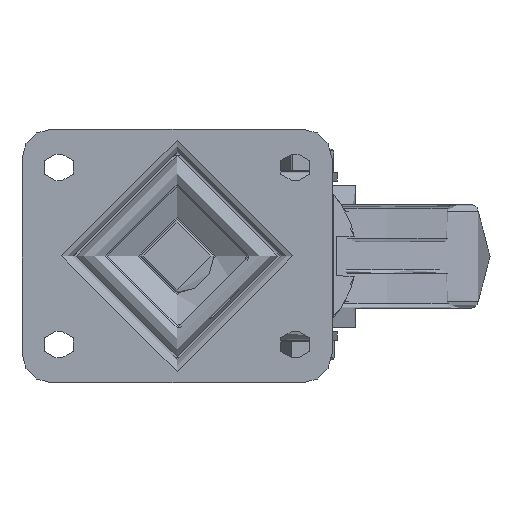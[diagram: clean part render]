
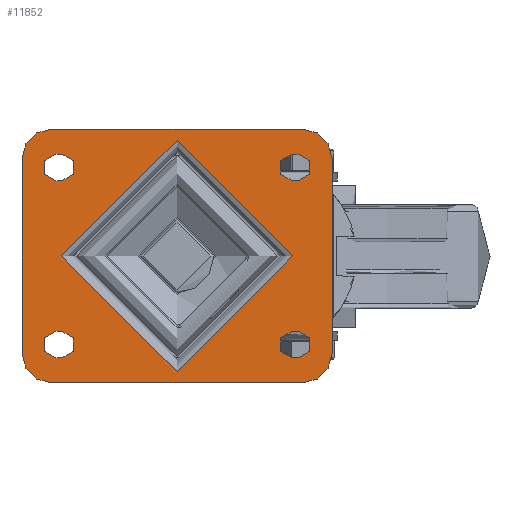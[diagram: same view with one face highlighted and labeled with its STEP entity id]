
A CAD part, top view. The second image highlights one B-rep face of the part: STEP entity #11852.
In plain terms, the highlighted planar face has unit normal (0, 0, 1).
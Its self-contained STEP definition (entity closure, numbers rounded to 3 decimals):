
#395=FACE_BOUND('',#4202,.T.);
#396=FACE_BOUND('',#4203,.T.);
#397=FACE_BOUND('',#4204,.T.);
#398=FACE_BOUND('',#4205,.T.);
#399=FACE_BOUND('',#4206,.T.);
#565=PLANE('',#12873);
#1446=LINE('',#18042,#2428);
#1447=LINE('',#18043,#2429);
#1448=LINE('',#18044,#2430);
#1449=LINE('',#18045,#2431);
#1450=LINE('',#18046,#2432);
#1451=LINE('',#18047,#2433);
#1452=LINE('',#18048,#2434);
#1453=LINE('',#18049,#2435);
#1454=LINE('',#18050,#2436);
#1455=LINE('',#18051,#2437);
#1456=LINE('',#18052,#2438);
#1457=LINE('',#18053,#2439);
#2428=VECTOR('',#14523,1000.);
#2429=VECTOR('',#14524,1000.);
#2430=VECTOR('',#14525,1000.);
#2431=VECTOR('',#14526,1000.);
#2432=VECTOR('',#14527,1000.);
#2433=VECTOR('',#14528,1000.);
#2434=VECTOR('',#14529,1000.);
#2435=VECTOR('',#14530,1000.);
#2436=VECTOR('',#14531,1000.);
#2437=VECTOR('',#14532,1000.);
#2438=VECTOR('',#14533,1000.);
#2439=VECTOR('',#14534,1000.);
#3500=FACE_OUTER_BOUND('',#4201,.T.);
#4201=EDGE_LOOP('',(#8915,#8916,#8917,#8918,#8919,#8920,#8921,#8922));
#4202=EDGE_LOOP('',(#8923));
#4203=EDGE_LOOP('',(#8924,#8925,#8926,#8927));
#4204=EDGE_LOOP('',(#8928,#8929,#8930,#8931));
#4205=EDGE_LOOP('',(#8932,#8933,#8934,#8935));
#4206=EDGE_LOOP('',(#8936,#8937,#8938,#8939));
#4802=CIRCLE('',#12542,4.5);
#4804=CIRCLE('',#12545,4.5);
#4806=CIRCLE('',#12548,4.5);
#4808=CIRCLE('',#12551,4.5);
#4810=CIRCLE('',#12554,4.5);
#4812=CIRCLE('',#12557,4.5);
#4814=CIRCLE('',#12560,4.5);
#4816=CIRCLE('',#12563,4.5);
#4817=CIRCLE('',#12565,10.);
#4819=CIRCLE('',#12568,10.);
#4821=CIRCLE('',#12571,10.);
#4823=CIRCLE('',#12574,10.);
#4833=CIRCLE('',#12588,39.);
#5203=VERTEX_POINT('',#16828);
#5204=VERTEX_POINT('',#16830);
#5207=VERTEX_POINT('',#16837);
#5208=VERTEX_POINT('',#16839);
#5211=VERTEX_POINT('',#16846);
#5212=VERTEX_POINT('',#16848);
#5215=VERTEX_POINT('',#16855);
#5216=VERTEX_POINT('',#16857);
#5219=VERTEX_POINT('',#16864);
#5220=VERTEX_POINT('',#16866);
#5223=VERTEX_POINT('',#16873);
#5224=VERTEX_POINT('',#16875);
#5227=VERTEX_POINT('',#16882);
#5228=VERTEX_POINT('',#16884);
#5231=VERTEX_POINT('',#16891);
#5232=VERTEX_POINT('',#16893);
#5233=VERTEX_POINT('',#16897);
#5234=VERTEX_POINT('',#16898);
#5237=VERTEX_POINT('',#16906);
#5238=VERTEX_POINT('',#16907);
#5241=VERTEX_POINT('',#16915);
#5242=VERTEX_POINT('',#16916);
#5245=VERTEX_POINT('',#16924);
#5246=VERTEX_POINT('',#16925);
#5255=VERTEX_POINT('',#16951);
#6339=EDGE_CURVE('',#5204,#5203,#4802,.T.);
#6343=EDGE_CURVE('',#5208,#5207,#4804,.T.);
#6347=EDGE_CURVE('',#5212,#5211,#4806,.T.);
#6351=EDGE_CURVE('',#5216,#5215,#4808,.T.);
#6355=EDGE_CURVE('',#5220,#5219,#4810,.T.);
#6359=EDGE_CURVE('',#5224,#5223,#4812,.T.);
#6363=EDGE_CURVE('',#5228,#5227,#4814,.T.);
#6367=EDGE_CURVE('',#5232,#5231,#4816,.T.);
#6369=EDGE_CURVE('',#5233,#5234,#4817,.T.);
#6373=EDGE_CURVE('',#5237,#5238,#4819,.T.);
#6377=EDGE_CURVE('',#5241,#5242,#4821,.T.);
#6381=EDGE_CURVE('',#5245,#5246,#4823,.T.);
#6394=EDGE_CURVE('',#5255,#5255,#4833,.T.);
#6765=EDGE_CURVE('',#5242,#5245,#1446,.T.);
#6766=EDGE_CURVE('',#5238,#5241,#1447,.T.);
#6767=EDGE_CURVE('',#5234,#5237,#1448,.T.);
#6768=EDGE_CURVE('',#5246,#5233,#1449,.T.);
#6769=EDGE_CURVE('',#5227,#5232,#1450,.T.);
#6770=EDGE_CURVE('',#5231,#5228,#1451,.T.);
#6771=EDGE_CURVE('',#5219,#5224,#1452,.T.);
#6772=EDGE_CURVE('',#5223,#5220,#1453,.T.);
#6773=EDGE_CURVE('',#5211,#5216,#1454,.T.);
#6774=EDGE_CURVE('',#5215,#5212,#1455,.T.);
#6775=EDGE_CURVE('',#5203,#5208,#1456,.T.);
#6776=EDGE_CURVE('',#5207,#5204,#1457,.T.);
#8915=ORIENTED_EDGE('',*,*,#6381,.F.);
#8916=ORIENTED_EDGE('',*,*,#6765,.F.);
#8917=ORIENTED_EDGE('',*,*,#6377,.F.);
#8918=ORIENTED_EDGE('',*,*,#6766,.F.);
#8919=ORIENTED_EDGE('',*,*,#6373,.F.);
#8920=ORIENTED_EDGE('',*,*,#6767,.F.);
#8921=ORIENTED_EDGE('',*,*,#6369,.F.);
#8922=ORIENTED_EDGE('',*,*,#6768,.F.);
#8923=ORIENTED_EDGE('',*,*,#6394,.F.);
#8924=ORIENTED_EDGE('',*,*,#6769,.T.);
#8925=ORIENTED_EDGE('',*,*,#6367,.T.);
#8926=ORIENTED_EDGE('',*,*,#6770,.T.);
#8927=ORIENTED_EDGE('',*,*,#6363,.T.);
#8928=ORIENTED_EDGE('',*,*,#6771,.T.);
#8929=ORIENTED_EDGE('',*,*,#6359,.T.);
#8930=ORIENTED_EDGE('',*,*,#6772,.T.);
#8931=ORIENTED_EDGE('',*,*,#6355,.T.);
#8932=ORIENTED_EDGE('',*,*,#6773,.T.);
#8933=ORIENTED_EDGE('',*,*,#6351,.T.);
#8934=ORIENTED_EDGE('',*,*,#6774,.T.);
#8935=ORIENTED_EDGE('',*,*,#6347,.T.);
#8936=ORIENTED_EDGE('',*,*,#6775,.T.);
#8937=ORIENTED_EDGE('',*,*,#6343,.T.);
#8938=ORIENTED_EDGE('',*,*,#6776,.T.);
#8939=ORIENTED_EDGE('',*,*,#6339,.T.);
#11852=ADVANCED_FACE('',(#3500,#395,#396,#397,#398,#399),#565,.T.);
#12542=AXIS2_PLACEMENT_3D('',#16831,#13653,#13654);
#12545=AXIS2_PLACEMENT_3D('',#16840,#13661,#13662);
#12548=AXIS2_PLACEMENT_3D('',#16849,#13669,#13670);
#12551=AXIS2_PLACEMENT_3D('',#16858,#13677,#13678);
#12554=AXIS2_PLACEMENT_3D('',#16867,#13685,#13686);
#12557=AXIS2_PLACEMENT_3D('',#16876,#13693,#13694);
#12560=AXIS2_PLACEMENT_3D('',#16885,#13701,#13702);
#12563=AXIS2_PLACEMENT_3D('',#16894,#13709,#13710);
#12565=AXIS2_PLACEMENT_3D('',#16899,#13714,#13715);
#12568=AXIS2_PLACEMENT_3D('',#16908,#13722,#13723);
#12571=AXIS2_PLACEMENT_3D('',#16917,#13730,#13731);
#12574=AXIS2_PLACEMENT_3D('',#16926,#13738,#13739);
#12588=AXIS2_PLACEMENT_3D('',#16952,#13769,#13770);
#12873=AXIS2_PLACEMENT_3D('',#18041,#14521,#14522);
#13653=DIRECTION('center_axis',(0.,0.,-1.));
#13654=DIRECTION('ref_axis',(1.,0.,0.));
#13661=DIRECTION('center_axis',(0.,0.,-1.));
#13662=DIRECTION('ref_axis',(-1.,0.,0.));
#13669=DIRECTION('center_axis',(0.,0.,-1.));
#13670=DIRECTION('ref_axis',(1.,0.,0.));
#13677=DIRECTION('center_axis',(0.,0.,-1.));
#13678=DIRECTION('ref_axis',(-1.,0.,0.));
#13685=DIRECTION('center_axis',(0.,0.,-1.));
#13686=DIRECTION('ref_axis',(-1.,0.,0.));
#13693=DIRECTION('center_axis',(0.,0.,-1.));
#13694=DIRECTION('ref_axis',(1.,0.,0.));
#13701=DIRECTION('center_axis',(0.,0.,-1.));
#13702=DIRECTION('ref_axis',(-1.,0.,0.));
#13709=DIRECTION('center_axis',(0.,0.,-1.));
#13710=DIRECTION('ref_axis',(1.,0.,0.));
#13714=DIRECTION('center_axis',(0.,0.,-1.));
#13715=DIRECTION('ref_axis',(-0.707,0.707,0.));
#13722=DIRECTION('center_axis',(0.,0.,-1.));
#13723=DIRECTION('ref_axis',(0.707,0.707,0.));
#13730=DIRECTION('center_axis',(0.,0.,-1.));
#13731=DIRECTION('ref_axis',(0.707,-0.707,0.));
#13738=DIRECTION('center_axis',(0.,0.,-1.));
#13739=DIRECTION('ref_axis',(-0.707,-0.707,0.));
#13769=DIRECTION('center_axis',(0.,0.,1.));
#13770=DIRECTION('ref_axis',(0.,-1.,0.));
#14521=DIRECTION('center_axis',(0.,0.,1.));
#14522=DIRECTION('ref_axis',(1.,0.,0.));
#14523=DIRECTION('',(-1.,0.,0.));
#14524=DIRECTION('',(0.,-1.,0.));
#14525=DIRECTION('',(1.,0.,0.));
#14526=DIRECTION('',(0.,1.,0.));
#14527=DIRECTION('',(-1.,0.,0.));
#14528=DIRECTION('',(1.,0.,0.));
#14529=DIRECTION('',(-1.,0.,0.));
#14530=DIRECTION('',(1.,0.,0.));
#14531=DIRECTION('',(1.,0.,0.));
#14532=DIRECTION('',(-1.,0.,0.));
#14533=DIRECTION('',(1.,0.,0.));
#14534=DIRECTION('',(-1.,0.,0.));
#16828=CARTESIAN_POINT('',(39.,-25.5,0.));
#16830=CARTESIAN_POINT('',(39.,-34.5,0.));
#16831=CARTESIAN_POINT('Origin',(39.,-30.,0.));
#16837=CARTESIAN_POINT('',(41.,-34.5,0.));
#16839=CARTESIAN_POINT('',(41.,-25.5,0.));
#16840=CARTESIAN_POINT('Origin',(41.,-30.,0.));
#16846=CARTESIAN_POINT('',(39.,34.5,0.));
#16848=CARTESIAN_POINT('',(39.,25.5,0.));
#16849=CARTESIAN_POINT('Origin',(39.,30.,0.));
#16855=CARTESIAN_POINT('',(41.,25.5,0.));
#16857=CARTESIAN_POINT('',(41.,34.5,0.));
#16858=CARTESIAN_POINT('Origin',(41.,30.,0.));
#16864=CARTESIAN_POINT('',(-39.,-34.5,0.));
#16866=CARTESIAN_POINT('',(-39.,-25.5,0.));
#16867=CARTESIAN_POINT('Origin',(-39.,-30.,0.));
#16873=CARTESIAN_POINT('',(-41.,-25.5,0.));
#16875=CARTESIAN_POINT('',(-41.,-34.5,0.));
#16876=CARTESIAN_POINT('Origin',(-41.,-30.,0.));
#16882=CARTESIAN_POINT('',(-39.,25.5,0.));
#16884=CARTESIAN_POINT('',(-39.,34.5,0.));
#16885=CARTESIAN_POINT('Origin',(-39.,30.,0.));
#16891=CARTESIAN_POINT('',(-41.,34.5,0.));
#16893=CARTESIAN_POINT('',(-41.,25.5,0.));
#16894=CARTESIAN_POINT('Origin',(-41.,30.,0.));
#16897=CARTESIAN_POINT('',(-52.5,33.,0.));
#16898=CARTESIAN_POINT('',(-42.5,43.,0.));
#16899=CARTESIAN_POINT('Origin',(-42.5,33.,0.));
#16906=CARTESIAN_POINT('',(42.5,43.,0.));
#16907=CARTESIAN_POINT('',(52.5,33.,0.));
#16908=CARTESIAN_POINT('Origin',(42.5,33.,0.));
#16915=CARTESIAN_POINT('',(52.5,-33.,0.));
#16916=CARTESIAN_POINT('',(42.5,-43.,0.));
#16917=CARTESIAN_POINT('Origin',(42.5,-33.,0.));
#16924=CARTESIAN_POINT('',(-42.5,-43.,0.));
#16925=CARTESIAN_POINT('',(-52.5,-33.,0.));
#16926=CARTESIAN_POINT('Origin',(-42.5,-33.,0.));
#16951=CARTESIAN_POINT('',(39.,0.,0.));
#16952=CARTESIAN_POINT('Origin',(0.,0.,0.));
#18041=CARTESIAN_POINT('Origin',(0.,0.,0.));
#18042=CARTESIAN_POINT('',(52.5,-43.,0.));
#18043=CARTESIAN_POINT('',(52.5,43.,0.));
#18044=CARTESIAN_POINT('',(-52.5,43.,0.));
#18045=CARTESIAN_POINT('',(-52.5,-43.,0.));
#18046=CARTESIAN_POINT('',(-41.,25.5,0.));
#18047=CARTESIAN_POINT('',(-41.,34.5,0.));
#18048=CARTESIAN_POINT('',(-41.,-34.5,0.));
#18049=CARTESIAN_POINT('',(-41.,-25.5,0.));
#18050=CARTESIAN_POINT('',(41.,34.5,0.));
#18051=CARTESIAN_POINT('',(41.,25.5,0.));
#18052=CARTESIAN_POINT('',(41.,-25.5,0.));
#18053=CARTESIAN_POINT('',(41.,-34.5,0.));
